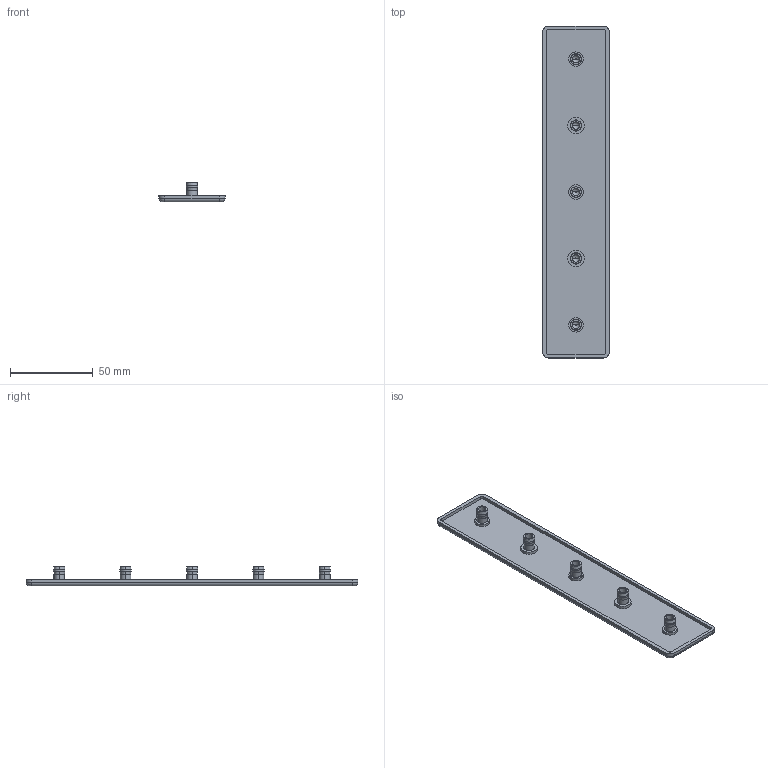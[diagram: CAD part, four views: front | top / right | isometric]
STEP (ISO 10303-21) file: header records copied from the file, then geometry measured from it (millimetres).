
FILE_DESCRIPTION (( 'STEP AP214' ), '1' );
FILE_NAME ('SZ0014S Profile Cap 40x200.STEP', '2021-10-21T11:59:15', ( '' ), ( '' ), 'SwSTEP 2.0', 'SolidWorks 2021', '' );
FILE_SCHEMA (( 'AUTOMOTIVE_DESIGN' ));
Length unit declared in the file: millimetre
Products named in the file (1): SZ0014S Profile Cap 40x200
Bounding box: 40 x 200 x 12 mm (x, y, z)
Volume: 18708.8 mm3; surface area: 19935.2 mm2
Topology: 1 solids, 1 shells, 112 faces, 234 edges, 140 vertices
Faces by surface type: cylinder 52, plane 26, cone 20, torus 14
Entity records: 3246 total; most frequent: CARTESIAN_POINT 749, DIRECTION 570, ORIENTED_EDGE 468, AXIS2_PLACEMENT_3D 237, EDGE_CURVE 234, VERTEX_POINT 140, EDGE_LOOP 128, CIRCLE 124
